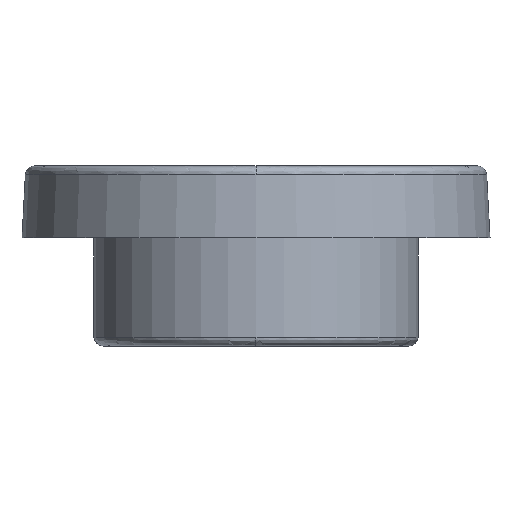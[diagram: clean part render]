
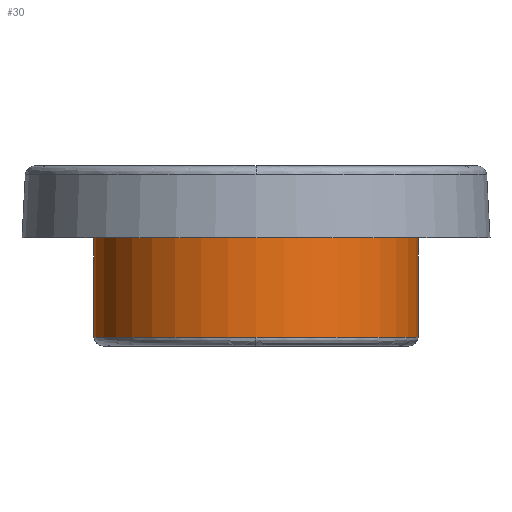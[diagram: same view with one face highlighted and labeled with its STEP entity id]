
A CAD part, left-side view. The second image highlights one B-rep face of the part: STEP entity #30.
In plain terms, the highlighted cylindrical face has radius 4.5 mm (diameter 9 mm), a partial arc.
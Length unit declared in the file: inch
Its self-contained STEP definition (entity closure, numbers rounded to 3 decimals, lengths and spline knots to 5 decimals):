
#30 = ADVANCED_FACE ( 'NONE', ( #319 ), #939, .T. ) ;
#45 = ORIENTED_EDGE ( 'NONE', *, *, #1102, .F. ) ;
#66 = DIRECTION ( 'NONE',  ( -1., 0., 0. ) ) ;
#106 = DIRECTION ( 'NONE',  ( 0., 1., 0. ) ) ;
#194 = DIRECTION ( 'NONE',  ( 0., 0., -1. ) ) ;
#272 = EDGE_CURVE ( 'NONE', #1381, #1919, #1928, .T. ) ;
#311 = CIRCLE ( 'NONE', #1549, 0.17717 ) ;
#319 = FACE_OUTER_BOUND ( 'NONE', #794, .T. ) ;
#377 = DIRECTION ( 'NONE',  ( 0., 0., -1. ) ) ;
#396 = DIRECTION ( 'NONE',  ( 0., 0., -1. ) ) ;
#420 = DIRECTION ( 'NONE',  ( 0., 0., 1. ) ) ;
#504 = VECTOR ( 'NONE', #396, 39.37008 ) ;
#539 = VECTOR ( 'NONE', #1712, 39.37008 ) ;
#604 = CARTESIAN_POINT ( 'NONE',  ( 0., 0.17717, 0. ) ) ;
#719 = CARTESIAN_POINT ( 'NONE',  ( -0.17717, 0., -0.10827 ) ) ;
#720 = CIRCLE ( 'NONE', #1686, 0.17717 ) ;
#794 = EDGE_LOOP ( 'NONE', ( #1547, #45, #1715, #1115, #1497 ) ) ;
#834 = CIRCLE ( 'NONE', #836, 0.17717 ) ;
#836 = AXIS2_PLACEMENT_3D ( 'NONE', #1330, #420, #106 ) ;
#933 = CARTESIAN_POINT ( 'NONE',  ( 0., 0.17717, -0.10827 ) ) ;
#939 = CYLINDRICAL_SURFACE ( 'NONE', #997, 0.17717 ) ;
#997 = AXIS2_PLACEMENT_3D ( 'NONE', #1528, #1690, #1078 ) ;
#1062 = CARTESIAN_POINT ( 'NONE',  ( 0., -0.17717, 0. ) ) ;
#1078 = DIRECTION ( 'NONE',  ( 0., 1., 0. ) ) ;
#1102 = EDGE_CURVE ( 'NONE', #1580, #1381, #834, .T. ) ;
#1110 = CARTESIAN_POINT ( 'NONE',  ( 0., -0.17717, -0.10827 ) ) ;
#1115 = ORIENTED_EDGE ( 'NONE', *, *, #1917, .F. ) ;
#1122 = VERTEX_POINT ( 'NONE', #719 ) ;
#1222 = CARTESIAN_POINT ( 'NONE',  ( 0., 0., -0.10827 ) ) ;
#1330 = CARTESIAN_POINT ( 'NONE',  ( 0., 0., 0. ) ) ;
#1381 = VERTEX_POINT ( 'NONE', #1062 ) ;
#1395 = DIRECTION ( 'NONE',  ( -1., 0., 0. ) ) ;
#1497 = ORIENTED_EDGE ( 'NONE', *, *, #1687, .F. ) ;
#1528 = CARTESIAN_POINT ( 'NONE',  ( 0., 0., -0.05906 ) ) ;
#1547 = ORIENTED_EDGE ( 'NONE', *, *, #272, .F. ) ;
#1549 = AXIS2_PLACEMENT_3D ( 'NONE', #1553, #377, #66 ) ;
#1550 = LINE ( 'NONE', #1714, #539 ) ;
#1553 = CARTESIAN_POINT ( 'NONE',  ( 0., 0., -0.10827 ) ) ;
#1578 = VERTEX_POINT ( 'NONE', #933 ) ;
#1580 = VERTEX_POINT ( 'NONE', #604 ) ;
#1686 = AXIS2_PLACEMENT_3D ( 'NONE', #1222, #194, #1395 ) ;
#1687 = EDGE_CURVE ( 'NONE', #1919, #1122, #720, .T. ) ;
#1690 = DIRECTION ( 'NONE',  ( 0., 0., -1. ) ) ;
#1712 = DIRECTION ( 'NONE',  ( 0., 0., -1. ) ) ;
#1714 = CARTESIAN_POINT ( 'NONE',  ( 0., 0.17717, -0.05906 ) ) ;
#1715 = ORIENTED_EDGE ( 'NONE', *, *, #1836, .T. ) ;
#1761 = CARTESIAN_POINT ( 'NONE',  ( 0., -0.17717, -0.05906 ) ) ;
#1836 = EDGE_CURVE ( 'NONE', #1580, #1578, #1550, .T. ) ;
#1917 = EDGE_CURVE ( 'NONE', #1122, #1578, #311, .T. ) ;
#1919 = VERTEX_POINT ( 'NONE', #1110 ) ;
#1928 = LINE ( 'NONE', #1761, #504 ) ;
